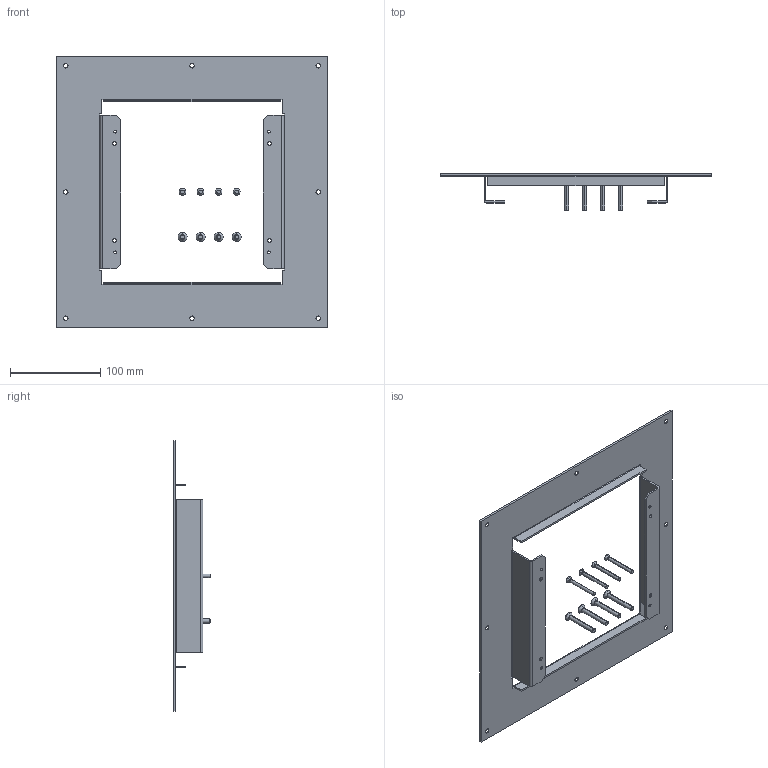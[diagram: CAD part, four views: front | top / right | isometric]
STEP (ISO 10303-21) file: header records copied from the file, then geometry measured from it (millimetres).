
FILE_DESCRIPTION (( 'STEP AP214' ), '1' );
FILE_NAME ('7428544.STEP', '2019-12-02T12:55:14', ( '' ), ( '' ), 'SwSTEP 2.0', 'SolidWorks 2018', '' );
FILE_SCHEMA (( 'AUTOMOTIVE_DESIGN' ));
Length unit declared in the file: millimetre
Products named in the file (4): 7428544; 35104690; 000948T1_Standard; 35051272_Standard
Assembly tree (9 placements, depth 2):
  7428544
    000948T1_Standard
    35051272_Standard  x4
    35104690  x4
Bounding box: 300 x 40 x 300 mm (x, y, z)
Volume: 146611.1 mm3; surface area: 151857.4 mm2
Topology: 9 solids, 9 shells, 358 faces, 788 edges, 448 vertices
Faces by surface type: plane 226, cylinder 68, cone 56, torus 8
Entity records: 5792 total; most frequent: DIRECTION 968, CARTESIAN_POINT 946, ORIENTED_EDGE 888, EDGE_CURVE 444, AXIS2_PLACEMENT_3D 328, LINE 312, VECTOR 312, VERTEX_POINT 262
